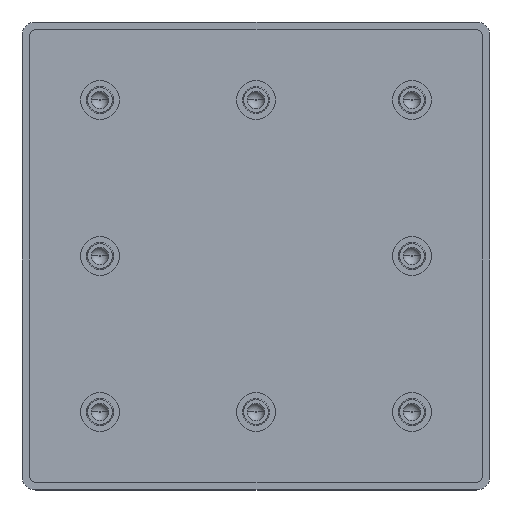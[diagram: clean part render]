
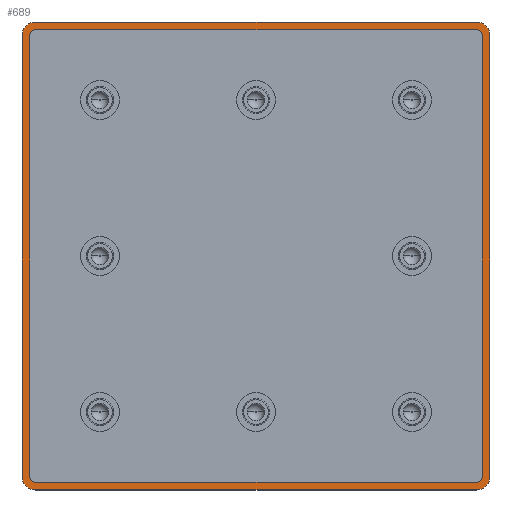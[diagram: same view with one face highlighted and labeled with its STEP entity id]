
A CAD part, top view. The second image highlights one B-rep face of the part: STEP entity #689.
In plain terms, the highlighted planar face has unit normal (0, 0, 1).
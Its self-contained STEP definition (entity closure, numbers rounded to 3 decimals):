
#3 = ORIENTED_EDGE ( 'NONE', *, *, #2371, .F. ) ;
#29 = VERTEX_POINT ( 'NONE', #706 ) ;
#66 = VERTEX_POINT ( 'NONE', #4181 ) ;
#69 = DIRECTION ( 'NONE',  ( -1., 0., 0. ) ) ;
#111 = DIRECTION ( 'NONE',  ( 0., 0., 1. ) ) ;
#123 = VERTEX_POINT ( 'NONE', #2043 ) ;
#153 = VERTEX_POINT ( 'NONE', #597 ) ;
#198 = LINE ( 'NONE', #2199, #3465 ) ;
#206 = CARTESIAN_POINT ( 'NONE',  ( -56.5, -60., 0. ) ) ;
#215 = EDGE_CURVE ( 'NONE', #66, #1795, #4287, .T. ) ;
#284 = VERTEX_POINT ( 'NONE', #1901 ) ;
#392 = AXIS2_PLACEMENT_3D ( 'NONE', #4117, #3757, #1273 ) ;
#415 = ORIENTED_EDGE ( 'NONE', *, *, #2868, .F. ) ;
#429 = CARTESIAN_POINT ( 'NONE',  ( 60., -60., 0. ) ) ;
#432 = CARTESIAN_POINT ( 'NONE',  ( -56.5, 56.5, 0. ) ) ;
#494 = EDGE_CURVE ( 'NONE', #3549, #123, #2808, .T. ) ;
#534 = AXIS2_PLACEMENT_3D ( 'NONE', #2746, #4153, #563 ) ;
#546 = EDGE_CURVE ( 'NONE', #1658, #2359, #198, .T. ) ;
#559 = AXIS2_PLACEMENT_3D ( 'NONE', #582, #1701, #2001 ) ;
#563 = DIRECTION ( 'NONE',  ( -1., 0., 0. ) ) ;
#582 = CARTESIAN_POINT ( 'NONE',  ( 56.5, 56.5, 0. ) ) ;
#597 = CARTESIAN_POINT ( 'NONE',  ( -58., -56.5, 0. ) ) ;
#677 = DIRECTION ( 'NONE',  ( 0., 0., -1. ) ) ;
#689 = ADVANCED_FACE ( 'NONE', ( #2222, #3662 ), #1890, .T. ) ;
#706 = CARTESIAN_POINT ( 'NONE',  ( -56.5, 60., 0. ) ) ;
#707 = DIRECTION ( 'NONE',  ( 1., 0., 0. ) ) ;
#733 = DIRECTION ( 'NONE',  ( 1., 0., 0. ) ) ;
#798 = ORIENTED_EDGE ( 'NONE', *, *, #546, .F. ) ;
#833 = DIRECTION ( 'NONE',  ( 0., 1., 0. ) ) ;
#855 = DIRECTION ( 'NONE',  ( 1., 0., 0. ) ) ;
#882 = CARTESIAN_POINT ( 'NONE',  ( -58., 0., 0. ) ) ;
#913 = ORIENTED_EDGE ( 'NONE', *, *, #2740, .T. ) ;
#935 = CIRCLE ( 'NONE', #4368, 3.5 ) ;
#969 = DIRECTION ( 'NONE',  ( 0., 0., -1. ) ) ;
#1078 = DIRECTION ( 'NONE',  ( 0., 0., -1. ) ) ;
#1102 = CARTESIAN_POINT ( 'NONE',  ( 56.5, -56.5, 0. ) ) ;
#1103 = ORIENTED_EDGE ( 'NONE', *, *, #1694, .F. ) ;
#1228 = VERTEX_POINT ( 'NONE', #1869 ) ;
#1251 = VERTEX_POINT ( 'NONE', #1917 ) ;
#1273 = DIRECTION ( 'NONE',  ( -1., 0., 0. ) ) ;
#1278 = DIRECTION ( 'NONE',  ( 0., 0., -1. ) ) ;
#1351 = CIRCLE ( 'NONE', #392, 1.5 ) ;
#1481 = LINE ( 'NONE', #4342, #2467 ) ;
#1512 = VECTOR ( 'NONE', #3653, 1000. ) ;
#1526 = CARTESIAN_POINT ( 'NONE',  ( 58., -56.5, 0. ) ) ;
#1575 = CARTESIAN_POINT ( 'NONE',  ( 56.5, 58., 0. ) ) ;
#1658 = VERTEX_POINT ( 'NONE', #2673 ) ;
#1667 = EDGE_CURVE ( 'NONE', #153, #1837, #4096, .T. ) ;
#1694 = EDGE_CURVE ( 'NONE', #29, #4611, #1481, .T. ) ;
#1701 = DIRECTION ( 'NONE',  ( 0., 0., -1. ) ) ;
#1741 = CARTESIAN_POINT ( 'NONE',  ( -56.5, -56.5, 0. ) ) ;
#1754 = EDGE_LOOP ( 'NONE', ( #2754, #913, #2905, #2555, #3165, #3894, #2541, #4388 ) ) ;
#1795 = VERTEX_POINT ( 'NONE', #1526 ) ;
#1806 = VERTEX_POINT ( 'NONE', #1575 ) ;
#1837 = VERTEX_POINT ( 'NONE', #2603 ) ;
#1858 = DIRECTION ( 'NONE',  ( 0., 0., -1. ) ) ;
#1869 = CARTESIAN_POINT ( 'NONE',  ( -56.5, 58., 0. ) ) ;
#1890 = PLANE ( 'NONE',  #4152 ) ;
#1901 = CARTESIAN_POINT ( 'NONE',  ( -60., 56.5, 0. ) ) ;
#1917 = CARTESIAN_POINT ( 'NONE',  ( 60., 56.5, 0. ) ) ;
#1991 = CARTESIAN_POINT ( 'NONE',  ( 0., -58., 0. ) ) ;
#2001 = DIRECTION ( 'NONE',  ( -1., 0., 0. ) ) ;
#2043 = CARTESIAN_POINT ( 'NONE',  ( -56.5, -58., 0. ) ) ;
#2166 = CIRCLE ( 'NONE', #2786, 3.5 ) ;
#2199 = CARTESIAN_POINT ( 'NONE',  ( -60., -60., 0. ) ) ;
#2202 = EDGE_CURVE ( 'NONE', #1806, #66, #4078, .T. ) ;
#2222 = FACE_BOUND ( 'NONE', #1754, .T. ) ;
#2281 = LINE ( 'NONE', #2655, #2714 ) ;
#2323 = AXIS2_PLACEMENT_3D ( 'NONE', #432, #1858, #69 ) ;
#2359 = VERTEX_POINT ( 'NONE', #206 ) ;
#2371 = EDGE_CURVE ( 'NONE', #2359, #2469, #935, .T. ) ;
#2380 = EDGE_CURVE ( 'NONE', #3188, #1658, #3316, .T. ) ;
#2412 = CARTESIAN_POINT ( 'NONE',  ( 56.5, -58., 0. ) ) ;
#2418 = CARTESIAN_POINT ( 'NONE',  ( 60., -56.5, 0. ) ) ;
#2467 = VECTOR ( 'NONE', #855, 1000. ) ;
#2469 = VERTEX_POINT ( 'NONE', #3374 ) ;
#2515 = ORIENTED_EDGE ( 'NONE', *, *, #4045, .F. ) ;
#2531 = DIRECTION ( 'NONE',  ( -1., 0., 0. ) ) ;
#2538 = CIRCLE ( 'NONE', #534, 1.5 ) ;
#2541 = ORIENTED_EDGE ( 'NONE', *, *, #215, .T. ) ;
#2555 = ORIENTED_EDGE ( 'NONE', *, *, #3877, .T. ) ;
#2603 = CARTESIAN_POINT ( 'NONE',  ( -58., 56.5, 0. ) ) ;
#2645 = CIRCLE ( 'NONE', #2663, 1.5 ) ;
#2655 = CARTESIAN_POINT ( 'NONE',  ( -60., 60., 0. ) ) ;
#2663 = AXIS2_PLACEMENT_3D ( 'NONE', #1741, #969, #3496 ) ;
#2673 = CARTESIAN_POINT ( 'NONE',  ( 56.5, -60., 0. ) ) ;
#2713 = DIRECTION ( 'NONE',  ( -1., 0., 0. ) ) ;
#2714 = VECTOR ( 'NONE', #833, 1000. ) ;
#2740 = EDGE_CURVE ( 'NONE', #123, #153, #2645, .T. ) ;
#2746 = CARTESIAN_POINT ( 'NONE',  ( -56.5, 56.5, 0. ) ) ;
#2754 = ORIENTED_EDGE ( 'NONE', *, *, #494, .T. ) ;
#2762 = EDGE_LOOP ( 'NONE', ( #3038, #1103, #3999, #2515, #3, #798, #4561, #415 ) ) ;
#2786 = AXIS2_PLACEMENT_3D ( 'NONE', #2923, #1078, #4034 ) ;
#2808 = LINE ( 'NONE', #1991, #2935 ) ;
#2844 = CARTESIAN_POINT ( 'NONE',  ( 0., 58., 0. ) ) ;
#2868 = EDGE_CURVE ( 'NONE', #1251, #3188, #3607, .T. ) ;
#2905 = ORIENTED_EDGE ( 'NONE', *, *, #1667, .T. ) ;
#2923 = CARTESIAN_POINT ( 'NONE',  ( 56.5, 56.5, 0. ) ) ;
#2935 = VECTOR ( 'NONE', #3141, 1000. ) ;
#3038 = ORIENTED_EDGE ( 'NONE', *, *, #4589, .F. ) ;
#3080 = VECTOR ( 'NONE', #3218, 1000. ) ;
#3141 = DIRECTION ( 'NONE',  ( -1., 0., 0. ) ) ;
#3165 = ORIENTED_EDGE ( 'NONE', *, *, #3710, .T. ) ;
#3173 = CARTESIAN_POINT ( 'NONE',  ( 58., 0., 0. ) ) ;
#3177 = DIRECTION ( 'NONE',  ( -1., 0., 0. ) ) ;
#3188 = VERTEX_POINT ( 'NONE', #2418 ) ;
#3218 = DIRECTION ( 'NONE',  ( 0., -1., 0. ) ) ;
#3314 = CARTESIAN_POINT ( 'NONE',  ( 0., 0., 0. ) ) ;
#3316 = CIRCLE ( 'NONE', #3917, 3.5 ) ;
#3356 = DIRECTION ( 'NONE',  ( 0., 1., 0. ) ) ;
#3374 = CARTESIAN_POINT ( 'NONE',  ( -60., -56.5, 0. ) ) ;
#3465 = VECTOR ( 'NONE', #2531, 1000. ) ;
#3496 = DIRECTION ( 'NONE',  ( -1., 0., 0. ) ) ;
#3549 = VERTEX_POINT ( 'NONE', #2412 ) ;
#3607 = LINE ( 'NONE', #429, #1512 ) ;
#3626 = CARTESIAN_POINT ( 'NONE',  ( 56.5, 60., 0. ) ) ;
#3653 = DIRECTION ( 'NONE',  ( 0., -1., 0. ) ) ;
#3662 = FACE_OUTER_BOUND ( 'NONE', #2762, .T. ) ;
#3710 = EDGE_CURVE ( 'NONE', #1228, #1806, #3863, .T. ) ;
#3757 = DIRECTION ( 'NONE',  ( 0., 0., -1. ) ) ;
#3829 = VECTOR ( 'NONE', #707, 1000. ) ;
#3863 = LINE ( 'NONE', #2844, #3829 ) ;
#3877 = EDGE_CURVE ( 'NONE', #1837, #1228, #2538, .T. ) ;
#3894 = ORIENTED_EDGE ( 'NONE', *, *, #2202, .T. ) ;
#3917 = AXIS2_PLACEMENT_3D ( 'NONE', #1102, #677, #3177 ) ;
#3999 = ORIENTED_EDGE ( 'NONE', *, *, #4245, .F. ) ;
#4034 = DIRECTION ( 'NONE',  ( -1., 0., 0. ) ) ;
#4045 = EDGE_CURVE ( 'NONE', #2469, #284, #2281, .T. ) ;
#4078 = CIRCLE ( 'NONE', #559, 1.5 ) ;
#4096 = LINE ( 'NONE', #882, #4207 ) ;
#4117 = CARTESIAN_POINT ( 'NONE',  ( 56.5, -56.5, 0. ) ) ;
#4152 = AXIS2_PLACEMENT_3D ( 'NONE', #3314, #111, #733 ) ;
#4153 = DIRECTION ( 'NONE',  ( 0., 0., -1. ) ) ;
#4181 = CARTESIAN_POINT ( 'NONE',  ( 58., 56.5, 0. ) ) ;
#4207 = VECTOR ( 'NONE', #3356, 1000. ) ;
#4245 = EDGE_CURVE ( 'NONE', #284, #29, #4344, .T. ) ;
#4287 = LINE ( 'NONE', #3173, #3080 ) ;
#4342 = CARTESIAN_POINT ( 'NONE',  ( 60., 60., 0. ) ) ;
#4344 = CIRCLE ( 'NONE', #2323, 3.5 ) ;
#4358 = EDGE_CURVE ( 'NONE', #1795, #3549, #1351, .T. ) ;
#4368 = AXIS2_PLACEMENT_3D ( 'NONE', #4483, #1278, #2713 ) ;
#4388 = ORIENTED_EDGE ( 'NONE', *, *, #4358, .T. ) ;
#4483 = CARTESIAN_POINT ( 'NONE',  ( -56.5, -56.5, 0. ) ) ;
#4561 = ORIENTED_EDGE ( 'NONE', *, *, #2380, .F. ) ;
#4589 = EDGE_CURVE ( 'NONE', #4611, #1251, #2166, .T. ) ;
#4611 = VERTEX_POINT ( 'NONE', #3626 ) ;
